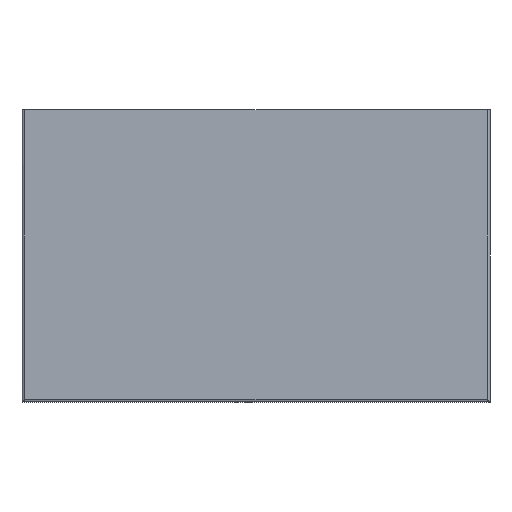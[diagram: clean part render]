
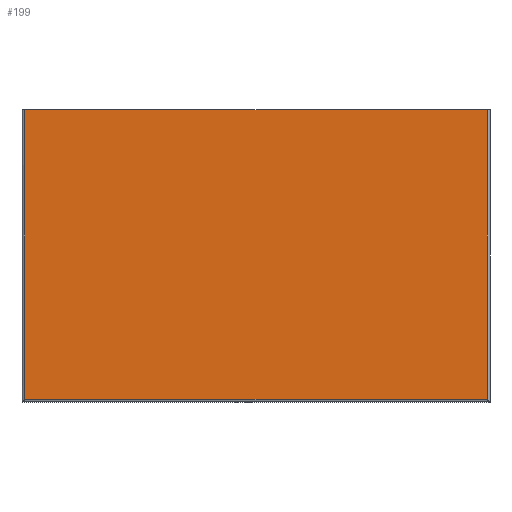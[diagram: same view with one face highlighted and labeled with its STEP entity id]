
A CAD part, front view. The second image highlights one B-rep face of the part: STEP entity #199.
In plain terms, the highlighted planar face has unit normal (0, -1, 0).
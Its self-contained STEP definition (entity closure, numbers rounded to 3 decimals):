
#58=ORIENTED_EDGE('',*,*,#105,.T.);
#59=ORIENTED_EDGE('',*,*,#106,.T.);
#60=ORIENTED_EDGE('',*,*,#90,.T.);
#61=ORIENTED_EDGE('',*,*,#107,.T.);
#90=EDGE_CURVE('',#117,#116,#130,.T.);
#105=EDGE_CURVE('',#126,#127,#143,.T.);
#106=EDGE_CURVE('',#127,#117,#144,.T.);
#107=EDGE_CURVE('',#116,#126,#145,.T.);
#116=VERTEX_POINT('',#309);
#117=VERTEX_POINT('',#311);
#126=VERTEX_POINT('',#340);
#127=VERTEX_POINT('',#341);
#130=LINE('',#310,#148);
#143=LINE('',#339,#161);
#144=LINE('',#342,#162);
#145=LINE('',#343,#163);
#148=VECTOR('',#249,1000.);
#161=VECTOR('',#276,1000.);
#162=VECTOR('',#277,1000.);
#163=VECTOR('',#278,1000.);
#169=EDGE_LOOP('',(#58,#59,#60,#61));
#181=FACE_BOUND('',#169,.T.);
#193=PLANE('',#228);
#199=ADVANCED_FACE('',(#181),#193,.T.);
#228=AXIS2_PLACEMENT_3D('',#338,#274,#275);
#249=DIRECTION('',(-1.,0.,0.));
#274=DIRECTION('',(0.,-1.,0.));
#275=DIRECTION('',(0.,0.,-1.));
#276=DIRECTION('',(1.,0.,0.));
#277=DIRECTION('',(0.,0.,1.));
#278=DIRECTION('',(0.,0.,-1.));
#309=CARTESIAN_POINT('',(-158.,0.,100.));
#310=CARTESIAN_POINT('',(160.,0.,100.));
#311=CARTESIAN_POINT('',(158.,0.,100.));
#338=CARTESIAN_POINT('',(0.,0.,0.));
#339=CARTESIAN_POINT('',(0.,0.,-98.));
#340=CARTESIAN_POINT('',(-158.,0.,-98.));
#341=CARTESIAN_POINT('',(158.,0.,-98.));
#342=CARTESIAN_POINT('',(158.,0.,0.));
#343=CARTESIAN_POINT('',(-158.,0.,0.));
